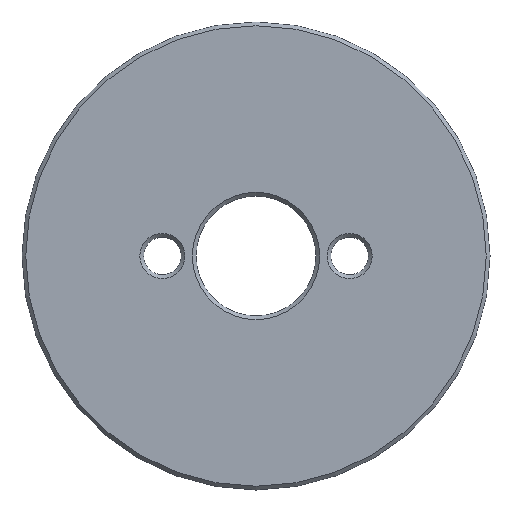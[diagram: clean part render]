
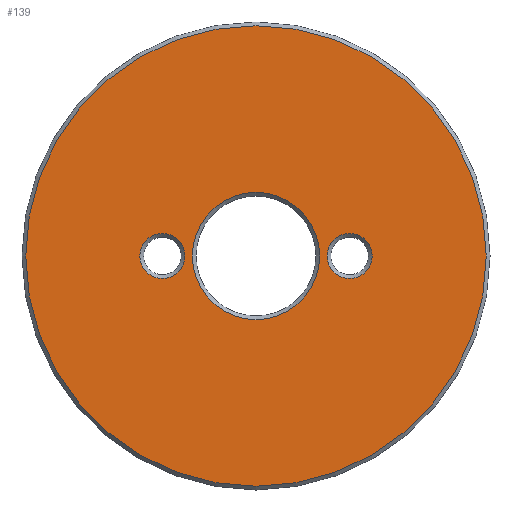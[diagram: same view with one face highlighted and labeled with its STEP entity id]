
A CAD part, front view. The second image highlights one B-rep face of the part: STEP entity #139.
In plain terms, the highlighted planar face has unit normal (0, -1, 0).
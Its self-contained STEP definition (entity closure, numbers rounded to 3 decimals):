
#2 = VERTEX_POINT ( 'NONE', #27 ) ;
#9 = EDGE_LOOP ( 'NONE', ( #87 ) ) ;
#14 = CARTESIAN_POINT ( 'NONE',  ( 0., 0., 0. ) ) ;
#24 = EDGE_CURVE ( 'NONE', #2, #2, #38, .T. ) ;
#27 = CARTESIAN_POINT ( 'NONE',  ( 0., 0., 12.3 ) ) ;
#37 = ORIENTED_EDGE ( 'NONE', *, *, #24, .T. ) ;
#38 = CIRCLE ( 'NONE', #382, 12.3 ) ;
#60 = CARTESIAN_POINT ( 'NONE',  ( -5., 0., 1.205 ) ) ;
#62 = EDGE_LOOP ( 'NONE', ( #37 ) ) ;
#78 = DIRECTION ( 'NONE',  ( 0., 0., 1. ) ) ;
#81 = FACE_BOUND ( 'NONE', #9, .T. ) ;
#84 = DIRECTION ( 'NONE',  ( 0., 1., 0. ) ) ;
#85 = CARTESIAN_POINT ( 'NONE',  ( 5., 0., 1.205 ) ) ;
#87 = ORIENTED_EDGE ( 'NONE', *, *, #244, .T. ) ;
#88 = PLANE ( 'NONE',  #193 ) ;
#91 = CIRCLE ( 'NONE', #393, 1.205 ) ;
#95 = EDGE_CURVE ( 'NONE', #107, #107, #91, .T. ) ;
#107 = VERTEX_POINT ( 'NONE', #85 ) ;
#113 = AXIS2_PLACEMENT_3D ( 'NONE', #262, #385, #215 ) ;
#118 = VERTEX_POINT ( 'NONE', #213 ) ;
#132 = EDGE_CURVE ( 'NONE', #118, #118, #147, .T. ) ;
#139 = ADVANCED_FACE ( 'NONE', ( #81, #154, #300, #369 ), #88, .F. ) ;
#147 = CIRCLE ( 'NONE', #113, 3.4 ) ;
#149 = CARTESIAN_POINT ( 'NONE',  ( -5., 0., 0. ) ) ;
#154 = FACE_BOUND ( 'NONE', #247, .T. ) ;
#183 = EDGE_LOOP ( 'NONE', ( #270 ) ) ;
#193 = AXIS2_PLACEMENT_3D ( 'NONE', #335, #274, #245 ) ;
#202 = DIRECTION ( 'NONE',  ( 0., 0., 1. ) ) ;
#213 = CARTESIAN_POINT ( 'NONE',  ( 0., 0., 3.4 ) ) ;
#215 = DIRECTION ( 'NONE',  ( 0., 0., 1. ) ) ;
#236 = VERTEX_POINT ( 'NONE', #60 ) ;
#244 = EDGE_CURVE ( 'NONE', #236, #236, #304, .T. ) ;
#245 = DIRECTION ( 'NONE',  ( 0., 0., 1. ) ) ;
#247 = EDGE_LOOP ( 'NONE', ( #371 ) ) ;
#262 = CARTESIAN_POINT ( 'NONE',  ( 0., 0., 0. ) ) ;
#270 = ORIENTED_EDGE ( 'NONE', *, *, #132, .T. ) ;
#274 = DIRECTION ( 'NONE',  ( 0., 1., 0. ) ) ;
#300 = FACE_BOUND ( 'NONE', #183, .T. ) ;
#304 = CIRCLE ( 'NONE', #357, 1.205 ) ;
#335 = CARTESIAN_POINT ( 'NONE',  ( 0., 0., 0. ) ) ;
#351 = DIRECTION ( 'NONE',  ( 0., -1., 0. ) ) ;
#357 = AXIS2_PLACEMENT_3D ( 'NONE', #149, #84, #367 ) ;
#359 = CARTESIAN_POINT ( 'NONE',  ( 5., 0., 0. ) ) ;
#367 = DIRECTION ( 'NONE',  ( 0., 0., 1. ) ) ;
#369 = FACE_OUTER_BOUND ( 'NONE', #62, .T. ) ;
#371 = ORIENTED_EDGE ( 'NONE', *, *, #95, .T. ) ;
#382 = AXIS2_PLACEMENT_3D ( 'NONE', #14, #351, #78 ) ;
#385 = DIRECTION ( 'NONE',  ( 0., 1., 0. ) ) ;
#389 = DIRECTION ( 'NONE',  ( 0., 1., 0. ) ) ;
#393 = AXIS2_PLACEMENT_3D ( 'NONE', #359, #389, #202 ) ;
